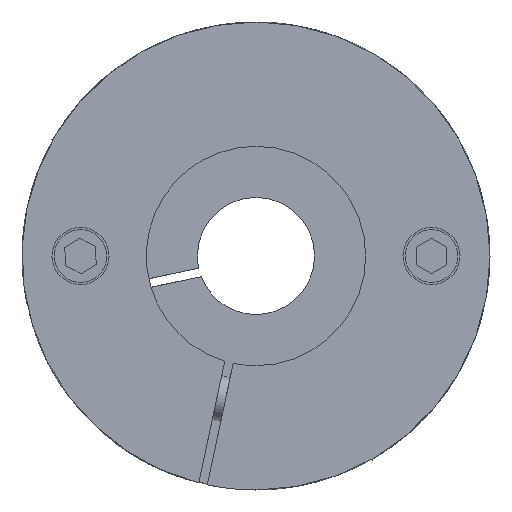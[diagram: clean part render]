
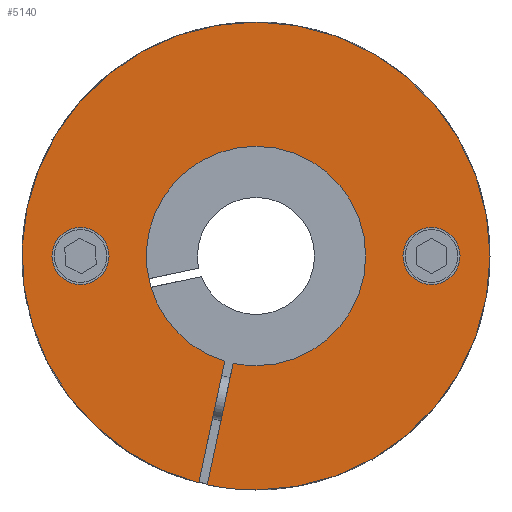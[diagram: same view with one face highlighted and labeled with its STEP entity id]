
A CAD part, left-side view. The second image highlights one B-rep face of the part: STEP entity #5140.
In plain terms, the highlighted planar face has unit normal (-1, 0, 0).
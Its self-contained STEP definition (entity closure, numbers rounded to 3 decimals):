
#36 = EDGE_LOOP ( 'NONE', ( #4698, #1542, #3189, #3070, #333, #159, #4205, #3260 ) ) ;
#38 = EDGE_CURVE ( 'NONE', #1761, #1467, #3962, .T. ) ;
#92 = CIRCLE ( 'NONE', #1108, 7.5 ) ;
#159 = ORIENTED_EDGE ( 'NONE', *, *, #4663, .F. ) ;
#174 = EDGE_CURVE ( 'NONE', #4937, #1035, #607, .T. ) ;
#176 = AXIS2_PLACEMENT_3D ( 'NONE', #3131, #1163, #2069 ) ;
#211 = VERTEX_POINT ( 'NONE', #4898 ) ;
#219 = DIRECTION ( 'NONE',  ( 1., 0., 0. ) ) ;
#261 = CARTESIAN_POINT ( 'NONE',  ( 0., -12., -1.95 ) ) ;
#317 = DIRECTION ( 'NONE',  ( -1., 0., 0. ) ) ;
#333 = ORIENTED_EDGE ( 'NONE', *, *, #2703, .F. ) ;
#338 = CIRCLE ( 'NONE', #4242, 1.95 ) ;
#340 = AXIS2_PLACEMENT_3D ( 'NONE', #3291, #2183, #2592 ) ;
#341 = EDGE_CURVE ( 'NONE', #1464, #1761, #761, .T. ) ;
#384 = VERTEX_POINT ( 'NONE', #5086 ) ;
#436 = CIRCLE ( 'NONE', #4171, 7.5 ) ;
#453 = CARTESIAN_POINT ( 'NONE',  ( 0., -12., 0. ) ) ;
#478 = CARTESIAN_POINT ( 'NONE',  ( 0., 3.911, -15.515 ) ) ;
#590 = DIRECTION ( 'NONE',  ( -1., 0., 0. ) ) ;
#607 = CIRCLE ( 'NONE', #340, 16. ) ;
#685 = EDGE_LOOP ( 'NONE', ( #2115, #3886 ) ) ;
#734 = CARTESIAN_POINT ( 'NONE',  ( 0., 0., 0. ) ) ;
#761 = CIRCLE ( 'NONE', #1436, 7.5 ) ;
#797 = DIRECTION ( 'NONE',  ( 0., 0., 1. ) ) ;
#872 = DIRECTION ( 'NONE',  ( 0., 0.208, -0.978 ) ) ;
#964 = AXIS2_PLACEMENT_3D ( 'NONE', #453, #1344, #1265 ) ;
#1013 = LINE ( 'NONE', #4275, #3195 ) ;
#1035 = VERTEX_POINT ( 'NONE', #2221 ) ;
#1037 = DIRECTION ( 'NONE',  ( 0., 0., 1. ) ) ;
#1108 = AXIS2_PLACEMENT_3D ( 'NONE', #1835, #3414, #5001 ) ;
#1163 = DIRECTION ( 'NONE',  ( -1., 0., 0. ) ) ;
#1265 = DIRECTION ( 'NONE',  ( 0., 0., -1. ) ) ;
#1321 = CARTESIAN_POINT ( 'NONE',  ( 0., 0., 7.5 ) ) ;
#1344 = DIRECTION ( 'NONE',  ( -1., 0., 0. ) ) ;
#1386 = CIRCLE ( 'NONE', #964, 1.95 ) ;
#1400 = FACE_OUTER_BOUND ( 'NONE', #36, .T. ) ;
#1425 = CARTESIAN_POINT ( 'NONE',  ( 0., 12., 0. ) ) ;
#1432 = EDGE_CURVE ( 'NONE', #4756, #1658, #338, .T. ) ;
#1436 = AXIS2_PLACEMENT_3D ( 'NONE', #1924, #317, #1037 ) ;
#1463 = CARTESIAN_POINT ( 'NONE',  ( 0., 12., -1.95 ) ) ;
#1464 = VERTEX_POINT ( 'NONE', #1321 ) ;
#1467 = VERTEX_POINT ( 'NONE', #4961 ) ;
#1542 = ORIENTED_EDGE ( 'NONE', *, *, #38, .F. ) ;
#1545 = CIRCLE ( 'NONE', #4103, 16. ) ;
#1578 = DIRECTION ( 'NONE',  ( -1., 0., 0. ) ) ;
#1658 = VERTEX_POINT ( 'NONE', #3913 ) ;
#1675 = EDGE_CURVE ( 'NONE', #211, #3989, #1855, .T. ) ;
#1702 = DIRECTION ( 'NONE',  ( -1., 0., 0. ) ) ;
#1730 = DIRECTION ( 'NONE',  ( 0., 0., 1. ) ) ;
#1761 = VERTEX_POINT ( 'NONE', #2814 ) ;
#1835 = CARTESIAN_POINT ( 'NONE',  ( 0., 0., 0. ) ) ;
#1853 = EDGE_LOOP ( 'NONE', ( #5128, #3026 ) ) ;
#1855 = CIRCLE ( 'NONE', #176, 1.95 ) ;
#1873 = FACE_BOUND ( 'NONE', #1853, .T. ) ;
#1906 = DIRECTION ( 'NONE',  ( 0., -0.208, 0.978 ) ) ;
#1924 = CARTESIAN_POINT ( 'NONE',  ( 0., 0., 0. ) ) ;
#1954 = CARTESIAN_POINT ( 'NONE',  ( 0., 0., 0. ) ) ;
#2069 = DIRECTION ( 'NONE',  ( 0., 0., -1. ) ) ;
#2115 = ORIENTED_EDGE ( 'NONE', *, *, #4887, .F. ) ;
#2183 = DIRECTION ( 'NONE',  ( 1., 0., 0. ) ) ;
#2209 = AXIS2_PLACEMENT_3D ( 'NONE', #734, #3078, #3857 ) ;
#2221 = CARTESIAN_POINT ( 'NONE',  ( 0., 0., -16. ) ) ;
#2313 = CARTESIAN_POINT ( 'NONE',  ( 0., 0., -7.5 ) ) ;
#2386 = EDGE_CURVE ( 'NONE', #4882, #1464, #92, .T. ) ;
#2568 = DIRECTION ( 'NONE',  ( 0., 0., -1. ) ) ;
#2592 = DIRECTION ( 'NONE',  ( 0., 0., -1. ) ) ;
#2631 = AXIS2_PLACEMENT_3D ( 'NONE', #4771, #1578, #797 ) ;
#2703 = EDGE_CURVE ( 'NONE', #384, #4882, #436, .T. ) ;
#2814 = CARTESIAN_POINT ( 'NONE',  ( 0., 2.141, -7.188 ) ) ;
#2887 = DIRECTION ( 'NONE',  ( 0., 0., -1. ) ) ;
#3026 = ORIENTED_EDGE ( 'NONE', *, *, #5044, .F. ) ;
#3034 = FACE_BOUND ( 'NONE', #685, .T. ) ;
#3043 = AXIS2_PLACEMENT_3D ( 'NONE', #4618, #219, #2568 ) ;
#3070 = ORIENTED_EDGE ( 'NONE', *, *, #2386, .F. ) ;
#3078 = DIRECTION ( 'NONE',  ( 1., 0., 0. ) ) ;
#3131 = CARTESIAN_POINT ( 'NONE',  ( 0., -12., 0. ) ) ;
#3189 = ORIENTED_EDGE ( 'NONE', *, *, #341, .F. ) ;
#3195 = VECTOR ( 'NONE', #1906, 1000. ) ;
#3260 = ORIENTED_EDGE ( 'NONE', *, *, #174, .F. ) ;
#3291 = CARTESIAN_POINT ( 'NONE',  ( 0., 0., 0. ) ) ;
#3376 = PLANE ( 'NONE',  #3043 ) ;
#3379 = DIRECTION ( 'NONE',  ( 0., 0., 1. ) ) ;
#3414 = DIRECTION ( 'NONE',  ( -1., 0., 0. ) ) ;
#3699 = DIRECTION ( 'NONE',  ( 1., 0., 0. ) ) ;
#3748 = CARTESIAN_POINT ( 'NONE',  ( 0., 0., 0. ) ) ;
#3857 = DIRECTION ( 'NONE',  ( 0., 0., -1. ) ) ;
#3886 = ORIENTED_EDGE ( 'NONE', *, *, #1432, .F. ) ;
#3913 = CARTESIAN_POINT ( 'NONE',  ( 0., 12., 1.95 ) ) ;
#3962 = LINE ( 'NONE', #478, #3975 ) ;
#3975 = VECTOR ( 'NONE', #872, 1000. ) ;
#3979 = EDGE_CURVE ( 'NONE', #1035, #3991, #4853, .T. ) ;
#3989 = VERTEX_POINT ( 'NONE', #261 ) ;
#3991 = VERTEX_POINT ( 'NONE', #5034 ) ;
#4103 = AXIS2_PLACEMENT_3D ( 'NONE', #3748, #3699, #2887 ) ;
#4112 = CIRCLE ( 'NONE', #2631, 1.95 ) ;
#4171 = AXIS2_PLACEMENT_3D ( 'NONE', #1954, #1702, #1730 ) ;
#4188 = EDGE_CURVE ( 'NONE', #1467, #4937, #1545, .T. ) ;
#4205 = ORIENTED_EDGE ( 'NONE', *, *, #3979, .F. ) ;
#4242 = AXIS2_PLACEMENT_3D ( 'NONE', #1425, #590, #3379 ) ;
#4275 = CARTESIAN_POINT ( 'NONE',  ( 0., 3.327, -15.65 ) ) ;
#4618 = CARTESIAN_POINT ( 'NONE',  ( 0., 0., 0. ) ) ;
#4663 = EDGE_CURVE ( 'NONE', #3991, #384, #1013, .T. ) ;
#4698 = ORIENTED_EDGE ( 'NONE', *, *, #4188, .F. ) ;
#4756 = VERTEX_POINT ( 'NONE', #1463 ) ;
#4771 = CARTESIAN_POINT ( 'NONE',  ( 0., 12., 0. ) ) ;
#4853 = CIRCLE ( 'NONE', #2209, 16. ) ;
#4882 = VERTEX_POINT ( 'NONE', #2313 ) ;
#4887 = EDGE_CURVE ( 'NONE', #1658, #4756, #4112, .T. ) ;
#4898 = CARTESIAN_POINT ( 'NONE',  ( 0., -12., 1.95 ) ) ;
#4937 = VERTEX_POINT ( 'NONE', #5091 ) ;
#4961 = CARTESIAN_POINT ( 'NONE',  ( 0., 3.911, -15.515 ) ) ;
#5001 = DIRECTION ( 'NONE',  ( 0., 0., 1. ) ) ;
#5034 = CARTESIAN_POINT ( 'NONE',  ( 0., 3.327, -15.65 ) ) ;
#5044 = EDGE_CURVE ( 'NONE', #3989, #211, #1386, .T. ) ;
#5086 = CARTESIAN_POINT ( 'NONE',  ( 0., 1.559, -7.336 ) ) ;
#5091 = CARTESIAN_POINT ( 'NONE',  ( 0., 0., 16. ) ) ;
#5128 = ORIENTED_EDGE ( 'NONE', *, *, #1675, .F. ) ;
#5140 = ADVANCED_FACE ( 'NONE', ( #1873, #3034, #1400 ), #3376, .F. ) ;
